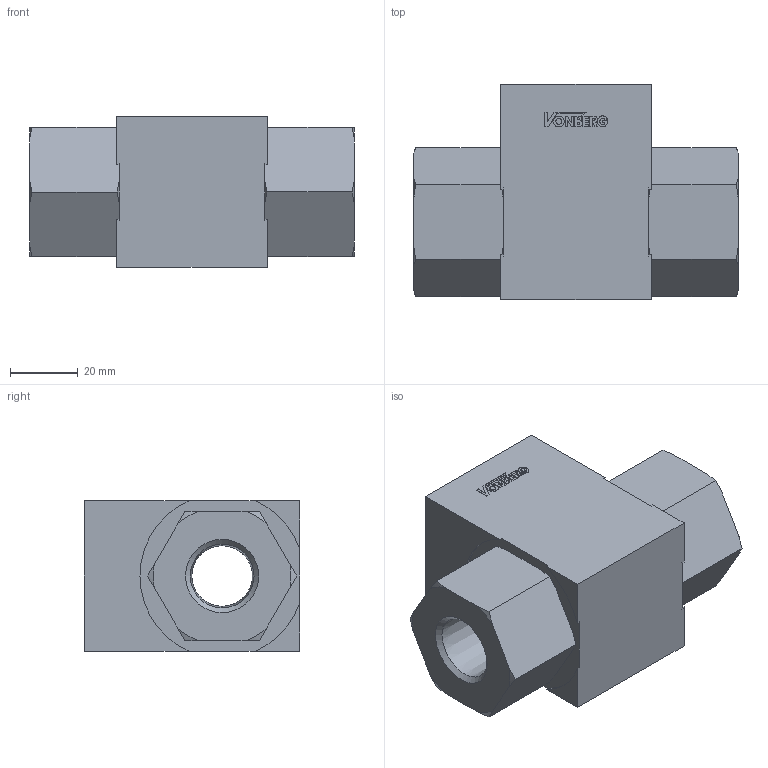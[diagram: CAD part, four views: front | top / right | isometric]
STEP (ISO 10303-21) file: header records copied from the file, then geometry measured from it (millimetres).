
FILE_DESCRIPTION((''),'2;1');
FILE_NAME('60135-4.stp','2015-01-07T14:42:41',('jml'),(''),'Autodesk Inventor 2010','Autodesk Inventor 2010','');
FILE_SCHEMA(('AUTOMOTIVE_DESIGN { 1 0 10303 214 1 1 1 1 }'));
Length unit declared in the file: inch
Products named in the file (4): 60135-4; 300211; 221369; 916 O-RING
Assembly tree (5 placements, depth 2):
  60135-4
    300211
    221369  x2
    916 O-RING  x2
Bounding box: 95.76 x 63.5 x 44.45 mm (x, y, z)
Volume: 155978.2 mm3; surface area: 40599.8 mm2
Topology: 5 solids, 5 shells, 184 faces, 466 edges, 306 vertices
Faces by surface type: plane 109, cone 40, cylinder 31, torus 4
Full cylindrical faces by diameter (mm): 1.74 x1, 17.856 x3, 19.05 x2, 30.404 x2, 31.039 x1, 33.325 x2
Entity records: 4755 total; most frequent: CARTESIAN_POINT 879, DIRECTION 745, ORIENTED_EDGE 734, EDGE_CURVE 367, VECTOR 257, LINE 257, VERTEX_POINT 253, AXIS2_PLACEMENT_3D 244
